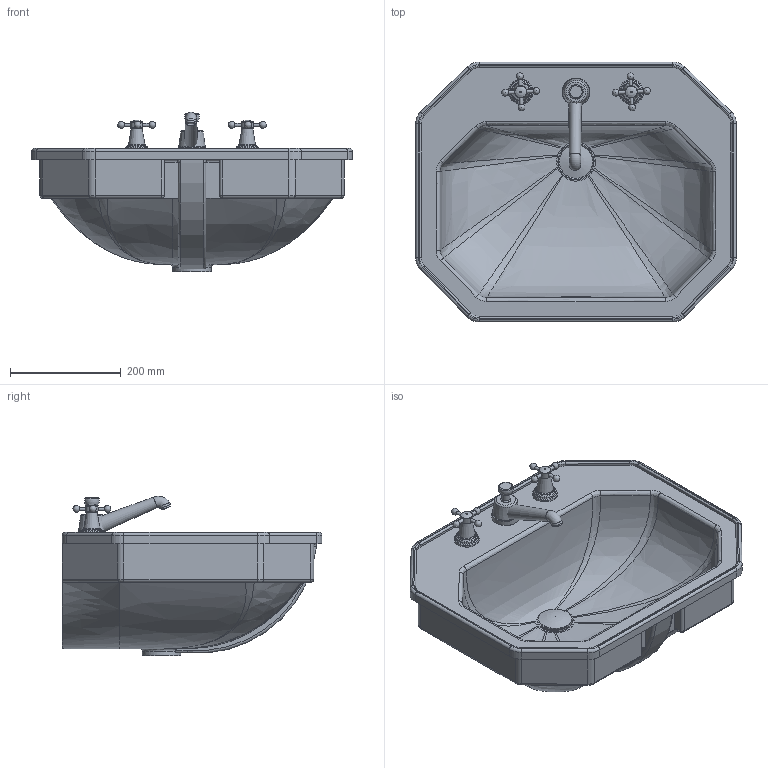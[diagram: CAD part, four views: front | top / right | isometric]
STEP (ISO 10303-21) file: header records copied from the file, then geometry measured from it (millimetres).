
FILE_DESCRIPTION((''),'2;1');
FILE_NAME('47658.stp','2008-01-03T11:25:50',('Huebner'),(''),'Autodesk Inventor 11','Autodesk Inventor 11','');
FILE_SCHEMA(('AUTOMOTIVE_DESIGN { 1 0 10303 214 1 1 1 1 }'));
Length unit declared in the file: millimetre
Products named in the file (10): 47658; Stopfen; Kelch; Baterie_WT; Baterie_Mitte; Teil_2_WT; Teil_3; Neoperl; Baterie_Wasserhahn
Assembly tree (10 placements, depth 3):
  47658
    47658
    Stopfen
    Kelch
    Baterie_WT
      Baterie_Mitte
      Teil_2_WT
      Teil_3
      Neoperl
    Baterie_Wasserhahn  x2
Bounding box: 580 x 470 x 288.47 mm (x, y, z)
Volume: 16811741.9 mm3; surface area: 1037803.7 mm2
Topology: 17 solids, 17 shells, 348 faces, 815 edges, 496 vertices
Faces by surface type: plane 103, cylinder 102, bspline 74, torus 48, sphere 11, cone 10
Full cylindrical faces by diameter (mm): 6 x8, 14 x2, 17 x1, 22 x2, 33 x2, 35 x3, 42 x1, 44 x1, 50 x1, 52 x1, 60 x1, 70 x1
Entity records: 16315 total; most frequent: CARTESIAN_POINT 9395, DIRECTION 1360, ORIENTED_EDGE 1350, EDGE_CURVE 675, AXIS2_PLACEMENT_3D 554, VERTEX_POINT 437, EDGE_LOOP 386, FACE_OUTER_BOUND 314
